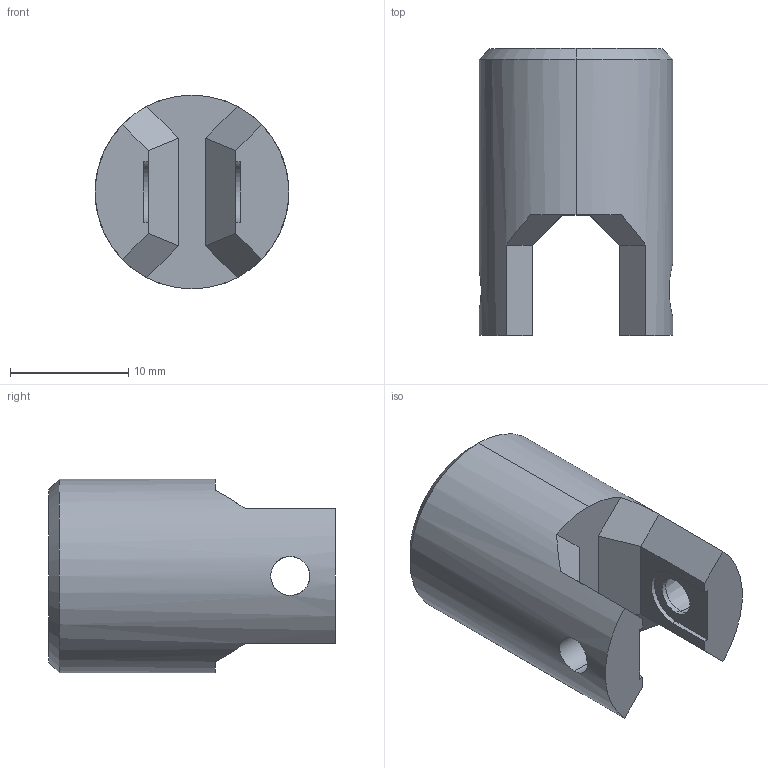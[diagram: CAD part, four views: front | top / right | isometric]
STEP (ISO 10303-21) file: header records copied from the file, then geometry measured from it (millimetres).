
FILE_DESCRIPTION (( 'STEP AP214' ), '1' );
FILE_NAME ('turnbuckle_holder.STEP', '2019-04-06T16:34:02', ( '' ), ( '' ), 'SwSTEP 2.0', 'SolidWorks 2016', '' );
FILE_SCHEMA (( 'AUTOMOTIVE_DESIGN' ));
Length unit declared in the file: inch
Products named in the file (1): turnbuckle_holder
Bounding box: 16.35 x 24.21 x 16.35 mm (x, y, z)
Volume: 2068.9 mm3; surface area: 2182 mm2
Topology: 1 solids, 1 shells, 38 faces, 96 edges, 62 vertices
Faces by surface type: plane 24, cylinder 10, cone 4
Entity records: 1286 total; most frequent: CARTESIAN_POINT 317, DIRECTION 192, ORIENTED_EDGE 192, EDGE_CURVE 96, AXIS2_PLACEMENT_3D 65, LINE 62, VECTOR 62, VERTEX_POINT 62
